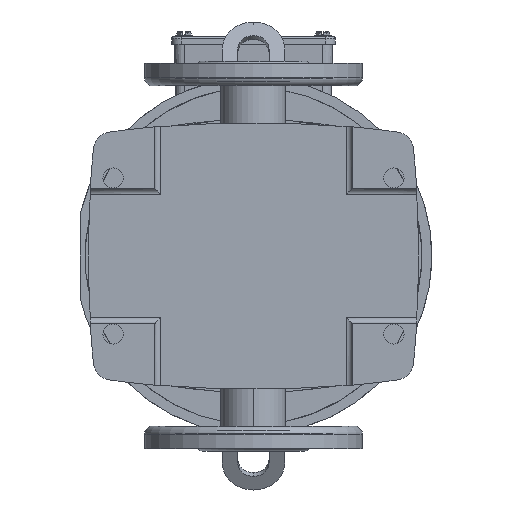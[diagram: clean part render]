
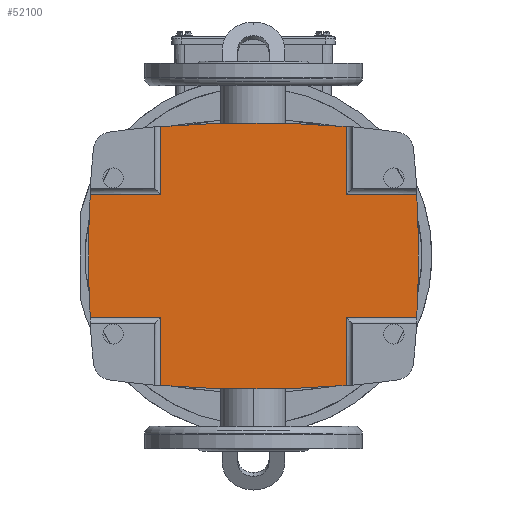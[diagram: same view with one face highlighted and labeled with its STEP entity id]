
A CAD part, front view. The second image highlights one B-rep face of the part: STEP entity #52100.
In plain terms, the highlighted planar face has unit normal (0, -1, 0).
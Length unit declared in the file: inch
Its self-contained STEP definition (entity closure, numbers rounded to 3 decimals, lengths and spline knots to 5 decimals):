
#17 = ORIENTED_EDGE ( 'NONE', *, *, #48879, .T. ) ;
#1464 = DIRECTION ( 'NONE',  ( 1., 0., 0. ) ) ;
#1905 = AXIS2_PLACEMENT_3D ( 'NONE', #83124, #22662, #28635 ) ;
#1999 = CIRCLE ( 'NONE', #63933, 27.26527 ) ;
#2034 = DIRECTION ( 'NONE',  ( 0., 0., 1. ) ) ;
#2793 = CIRCLE ( 'NONE', #35373, 27.26527 ) ;
#2812 = PLANE ( 'NONE',  #78704 ) ;
#7966 = LINE ( 'NONE', #63359, #13196 ) ;
#8049 = ORIENTED_EDGE ( 'NONE', *, *, #18718, .T. ) ;
#8185 = VERTEX_POINT ( 'NONE', #63183 ) ;
#8688 = DIRECTION ( 'NONE',  ( 1., 0., 0. ) ) ;
#9729 = VERTEX_POINT ( 'NONE', #36655 ) ;
#10219 = CARTESIAN_POINT ( 'NONE',  ( -1.54265, 0.19685, -4.59646 ) ) ;
#10798 = VECTOR ( 'NONE', #29972, 39.37008 ) ;
#10953 = EDGE_CURVE ( 'NONE', #70530, #10989, #19668, .T. ) ;
#10989 = VERTEX_POINT ( 'NONE', #37449 ) ;
#12170 = EDGE_CURVE ( 'NONE', #26597, #23534, #73808, .T. ) ;
#12708 = DIRECTION ( 'NONE',  ( 0., 1., 0. ) ) ;
#13196 = VECTOR ( 'NONE', #8688, 39.37008 ) ;
#13839 = CARTESIAN_POINT ( 'NONE',  ( -3.26434, 0.19685, -2.33625 ) ) ;
#14924 = VERTEX_POINT ( 'NONE', #58557 ) ;
#16109 = DIRECTION ( 'NONE',  ( 0., 0., 1. ) ) ;
#16192 = CIRCLE ( 'NONE', #53905, 27.26527 ) ;
#16416 = DIRECTION ( 'NONE',  ( 0., -1., 0. ) ) ;
#16913 = VERTEX_POINT ( 'NONE', #60393 ) ;
#18022 = EDGE_CURVE ( 'NONE', #34444, #84418, #69049, .T. ) ;
#18120 = ORIENTED_EDGE ( 'NONE', *, *, #18022, .F. ) ;
#18718 = EDGE_CURVE ( 'NONE', #8185, #39204, #1999, .T. ) ;
#19668 = LINE ( 'NONE', #77096, #24960 ) ;
#22662 = DIRECTION ( 'NONE',  ( 0., -1., 0. ) ) ;
#22940 = CARTESIAN_POINT ( 'NONE',  ( -3.26434, 0.19685, 2.33625 ) ) ;
#23470 = CARTESIAN_POINT ( 'NONE',  ( 0., 0.19685, 4.16291 ) ) ;
#23534 = VERTEX_POINT ( 'NONE', #13839 ) ;
#23579 = VECTOR ( 'NONE', #26444, 39.37008 ) ;
#24960 = VECTOR ( 'NONE', #63381, 39.37008 ) ;
#25698 = LINE ( 'NONE', #78453, #32108 ) ;
#26370 = CARTESIAN_POINT ( 'NONE',  ( 0., 0.19685, 23.10236 ) ) ;
#26444 = DIRECTION ( 'NONE',  ( 1., 0., 0. ) ) ;
#26597 = VERTEX_POINT ( 'NONE', #22940 ) ;
#26800 = ORIENTED_EDGE ( 'NONE', *, *, #63383, .T. ) ;
#27102 = CARTESIAN_POINT ( 'NONE',  ( 3.26434, 0.19685, -2.33625 ) ) ;
#28635 = DIRECTION ( 'NONE',  ( 0., 0., 1. ) ) ;
#29113 = VECTOR ( 'NONE', #1464, 39.37008 ) ;
#29546 = DIRECTION ( 'NONE',  ( 0., 1., 0. ) ) ;
#29972 = DIRECTION ( 'NONE',  ( 1., 0., 0. ) ) ;
#31637 = EDGE_CURVE ( 'NONE', #83086, #16913, #25698, .T. ) ;
#32108 = VECTOR ( 'NONE', #37914, 39.37008 ) ;
#33720 = DIRECTION ( 'NONE',  ( 0., 0., 1. ) ) ;
#33917 = DIRECTION ( 'NONE',  ( 0., 1., 0. ) ) ;
#34444 = VERTEX_POINT ( 'NONE', #56431 ) ;
#35323 = CIRCLE ( 'NONE', #72334, 26.47079 ) ;
#35373 = AXIS2_PLACEMENT_3D ( 'NONE', #26370, #12708, #46561 ) ;
#35640 = CIRCLE ( 'NONE', #1905, 27.26527 ) ;
#36655 = CARTESIAN_POINT ( 'NONE',  ( 3.26434, 0.19685, 2.33625 ) ) ;
#37132 = ORIENTED_EDGE ( 'NONE', *, *, #58591, .T. ) ;
#37449 = CARTESIAN_POINT ( 'NONE',  ( -1.54265, 0.19685, -2.33625 ) ) ;
#37914 = DIRECTION ( 'NONE',  ( 0., 0., 1. ) ) ;
#39204 = VERTEX_POINT ( 'NONE', #23470 ) ;
#39315 = CARTESIAN_POINT ( 'NONE',  ( -1.54265, 0.19685, -4.11924 ) ) ;
#39332 = DIRECTION ( 'NONE',  ( 0., 0., 1. ) ) ;
#40830 = ORIENTED_EDGE ( 'NONE', *, *, #57904, .F. ) ;
#41045 = ORIENTED_EDGE ( 'NONE', *, *, #31637, .T. ) ;
#45515 = CARTESIAN_POINT ( 'NONE',  ( 0., 0.19685, -4.16291 ) ) ;
#46389 = EDGE_CURVE ( 'NONE', #68641, #70530, #2793, .T. ) ;
#46561 = DIRECTION ( 'NONE',  ( 0., 0., 1. ) ) ;
#47877 = CARTESIAN_POINT ( 'NONE',  ( 1.54265, 0.19685, -4.11924 ) ) ;
#48879 = EDGE_CURVE ( 'NONE', #39204, #84418, #35640, .T. ) ;
#48997 = CARTESIAN_POINT ( 'NONE',  ( -4.59646, 0.19685, 2.33625 ) ) ;
#49269 = EDGE_CURVE ( 'NONE', #16913, #58229, #7966, .T. ) ;
#50085 = LINE ( 'NONE', #70165, #10798 ) ;
#50827 = ORIENTED_EDGE ( 'NONE', *, *, #10953, .F. ) ;
#51460 = LINE ( 'NONE', #48997, #29113 ) ;
#52100 = ADVANCED_FACE ( 'NONE', ( #78602 ), #2812, .F. ) ;
#52136 = ORIENTED_EDGE ( 'NONE', *, *, #49269, .T. ) ;
#53905 = AXIS2_PLACEMENT_3D ( 'NONE', #74564, #73370, #33720 ) ;
#55183 = ORIENTED_EDGE ( 'NONE', *, *, #83482, .F. ) ;
#56431 = CARTESIAN_POINT ( 'NONE',  ( -1.54265, 0.19685, 2.33625 ) ) ;
#56852 = CARTESIAN_POINT ( 'NONE',  ( 0., 0.19685, -23.10236 ) ) ;
#57904 = EDGE_CURVE ( 'NONE', #9729, #58229, #35323, .T. ) ;
#58229 = VERTEX_POINT ( 'NONE', #27102 ) ;
#58557 = CARTESIAN_POINT ( 'NONE',  ( 1.54265, 0.19685, 2.33625 ) ) ;
#58591 = EDGE_CURVE ( 'NONE', #23534, #10989, #74730, .T. ) ;
#60393 = CARTESIAN_POINT ( 'NONE',  ( 1.54265, 0.19685, -2.33625 ) ) ;
#60858 = ORIENTED_EDGE ( 'NONE', *, *, #85774, .F. ) ;
#61427 = DIRECTION ( 'NONE',  ( 0., 0., 1. ) ) ;
#62170 = CARTESIAN_POINT ( 'NONE',  ( -23.10315, 0.19685, 0. ) ) ;
#62949 = DIRECTION ( 'NONE',  ( 0., -1., 0. ) ) ;
#63183 = CARTESIAN_POINT ( 'NONE',  ( 1.54265, 0.19685, 4.11924 ) ) ;
#63359 = CARTESIAN_POINT ( 'NONE',  ( -4.59646, 0.19685, -2.33625 ) ) ;
#63381 = DIRECTION ( 'NONE',  ( 0., 0., 1. ) ) ;
#63383 = EDGE_CURVE ( 'NONE', #14924, #8185, #71296, .T. ) ;
#63933 = AXIS2_PLACEMENT_3D ( 'NONE', #56852, #16416, #16109 ) ;
#68641 = VERTEX_POINT ( 'NONE', #45515 ) ;
#69049 = LINE ( 'NONE', #81731, #85053 ) ;
#69166 = VECTOR ( 'NONE', #39332, 39.37008 ) ;
#70165 = CARTESIAN_POINT ( 'NONE',  ( -4.59646, 0.19685, 2.33625 ) ) ;
#70530 = VERTEX_POINT ( 'NONE', #39315 ) ;
#70741 = AXIS2_PLACEMENT_3D ( 'NONE', #71001, #62949, #2034 ) ;
#71001 = CARTESIAN_POINT ( 'NONE',  ( 23.10315, 0.19685, 0. ) ) ;
#71296 = LINE ( 'NONE', #72724, #69166 ) ;
#72334 = AXIS2_PLACEMENT_3D ( 'NONE', #62170, #33917, #74731 ) ;
#72724 = CARTESIAN_POINT ( 'NONE',  ( 1.54265, 0.19685, -4.59646 ) ) ;
#73370 = DIRECTION ( 'NONE',  ( 0., 1., 0. ) ) ;
#73485 = CARTESIAN_POINT ( 'NONE',  ( -4.59646, 0.19685, -2.33625 ) ) ;
#73808 = CIRCLE ( 'NONE', #70741, 26.47079 ) ;
#74564 = CARTESIAN_POINT ( 'NONE',  ( 0., 0.19685, 23.10236 ) ) ;
#74730 = LINE ( 'NONE', #73485, #23579 ) ;
#74731 = DIRECTION ( 'NONE',  ( 0., 0., 1. ) ) ;
#77096 = CARTESIAN_POINT ( 'NONE',  ( -1.54265, 0.19685, -4.59646 ) ) ;
#77165 = DIRECTION ( 'NONE',  ( 0., 0., 1. ) ) ;
#78315 = EDGE_LOOP ( 'NONE', ( #18120, #55183, #80966, #37132, #50827, #88236, #60858, #41045, #52136, #40830, #78505, #26800, #8049, #17 ) ) ;
#78453 = CARTESIAN_POINT ( 'NONE',  ( 1.54265, 0.19685, -4.59646 ) ) ;
#78505 = ORIENTED_EDGE ( 'NONE', *, *, #81158, .F. ) ;
#78602 = FACE_OUTER_BOUND ( 'NONE', #78315, .T. ) ;
#78704 = AXIS2_PLACEMENT_3D ( 'NONE', #10219, #29546, #77165 ) ;
#80966 = ORIENTED_EDGE ( 'NONE', *, *, #12170, .T. ) ;
#81158 = EDGE_CURVE ( 'NONE', #14924, #9729, #51460, .T. ) ;
#81731 = CARTESIAN_POINT ( 'NONE',  ( -1.54265, 0.19685, -4.59646 ) ) ;
#83086 = VERTEX_POINT ( 'NONE', #47877 ) ;
#83124 = CARTESIAN_POINT ( 'NONE',  ( 0., 0.19685, -23.10236 ) ) ;
#83482 = EDGE_CURVE ( 'NONE', #26597, #34444, #50085, .T. ) ;
#83947 = CARTESIAN_POINT ( 'NONE',  ( -1.54265, 0.19685, 4.11924 ) ) ;
#84418 = VERTEX_POINT ( 'NONE', #83947 ) ;
#85053 = VECTOR ( 'NONE', #61427, 39.37008 ) ;
#85774 = EDGE_CURVE ( 'NONE', #83086, #68641, #16192, .T. ) ;
#88236 = ORIENTED_EDGE ( 'NONE', *, *, #46389, .F. ) ;
